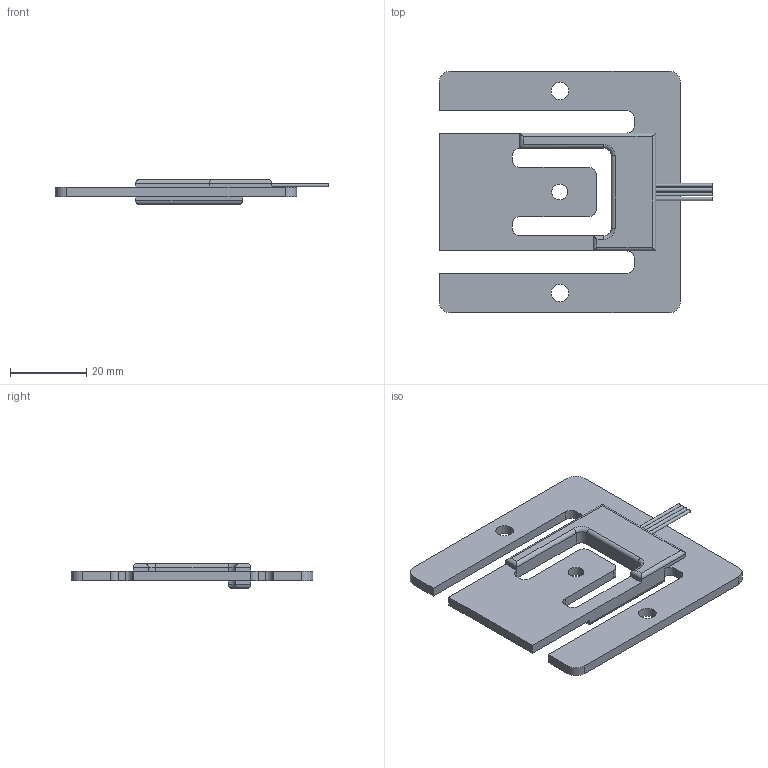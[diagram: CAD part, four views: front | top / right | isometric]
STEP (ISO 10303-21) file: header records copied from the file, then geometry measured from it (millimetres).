
FILE_DESCRIPTION(/* description */ (''),/* implementation_level */ '2;1');
FILE_NAME(/* name */ '202WA-(12.5-18.75)lb v1.step',/* time_stamp */ '2020-01-21T14:26:52-08:00',/* author */ (''),/* organization */ (''),/* preprocessor_version */ 'ST-DEVELOPER v18',/* originating_system */ 'Autodesk Translation Framework v8.12.0.6',/* authorisation */ '');
FILE_SCHEMA (('AUTOMOTIVE_DESIGN { 1 0 10303 214 3 1 1 }'));
Length unit declared in the file: millimetre
Products named in the file (1): 202WA-(12.5-18.75)lb
Bounding box: 72 x 63.5 x 6.54 mm (x, y, z)
Volume: 8997.3 mm3; surface area: 8234.4 mm2
Topology: 1 solids, 1 shells, 74 faces, 204 edges, 134 vertices
Faces by surface type: cylinder 36, plane 35, torus 3
Full cylindrical faces by diameter (mm): 0.9 x4, 4.2 x1, 4.6 x2
Entity records: 2438 total; most frequent: DIRECTION 431, CARTESIAN_POINT 426, ORIENTED_EDGE 408, EDGE_CURVE 204, AXIS2_PLACEMENT_3D 153, VERTEX_POINT 134, LINE 125, VECTOR 125
